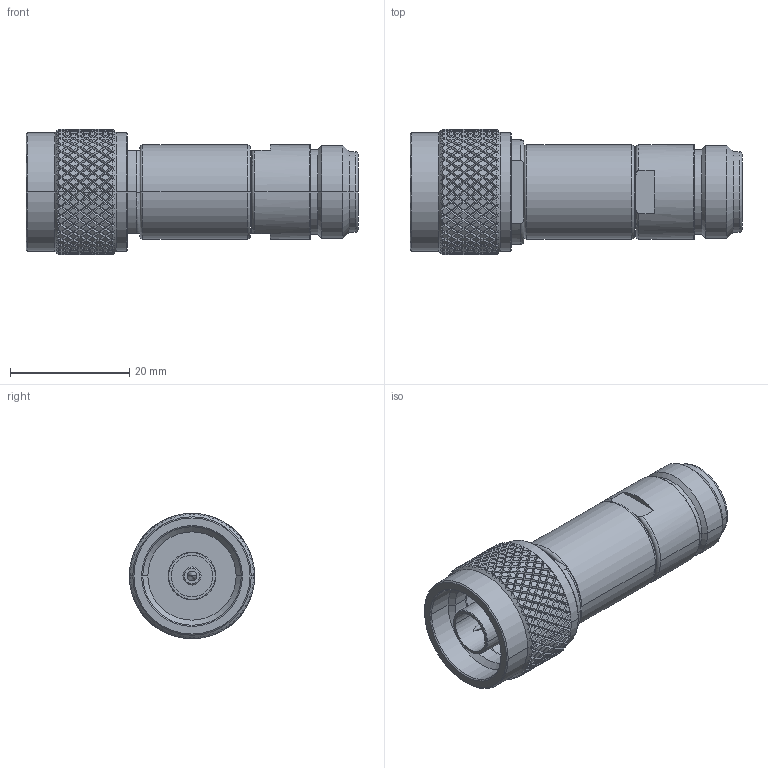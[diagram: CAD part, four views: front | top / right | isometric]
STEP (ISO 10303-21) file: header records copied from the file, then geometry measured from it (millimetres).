
FILE_DESCRIPTION (( 'STEP AP214' ), '1' );
FILE_NAME ('FMAT7612-20_3D.step', '2025-01-22T00:33:20', ( '' ), ( '' ), 'SwSTEP 2.0', 'SolidWorks 2022', '' );
FILE_SCHEMA (( 'AUTOMOTIVE_DESIGN' ));
Length unit declared in the file: millimetre
Products named in the file (1): FMAT7612-20_3D
Bounding box: 55.65 x 21 x 21 mm (x, y, z)
Volume: 9769.3 mm3; surface area: 7775.8 mm2
Topology: 4 solids, 4 shells, 2179 faces, 4586 edges, 2424 vertices
Faces by surface type: bspline 1600, cylinder 458, cone 58, plane 41, torus 22
Entity records: 109735 total; most frequent: CARTESIAN_POINT 74581, ORIENTED_EDGE 9172, EDGE_CURVE 4586, VERTEX_POINT 2424, EDGE_LOOP 2192, ADVANCED_FACE 2179, FACE_OUTER_BOUND 2179, DIRECTION 1952
